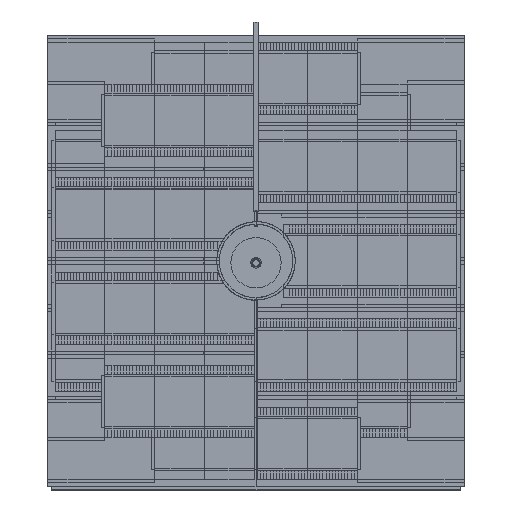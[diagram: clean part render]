
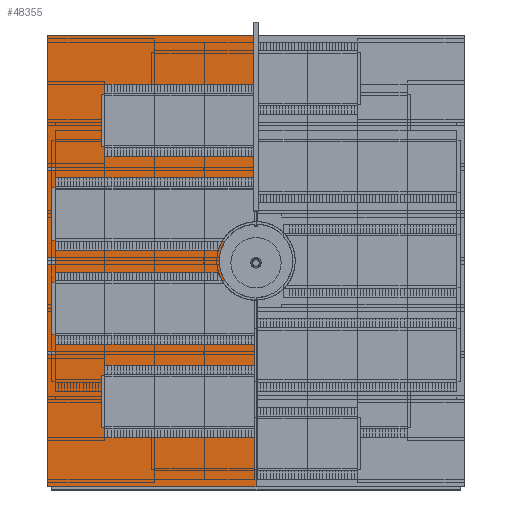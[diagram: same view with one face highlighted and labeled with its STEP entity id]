
A CAD part, top view. The second image highlights one B-rep face of the part: STEP entity #48355.
In plain terms, the highlighted face is planar.
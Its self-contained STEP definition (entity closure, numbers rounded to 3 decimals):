
#48067 = PLANE('',#48068);
#48068 = AXIS2_PLACEMENT_3D('',#48069,#48070,#48071);
#48069 = CARTESIAN_POINT('',(-835.,-1810.,-8.58));
#48070 = DIRECTION('',(1.,0.,0.));
#48071 = DIRECTION('',(0.,0.,1.));
#48092 = VERTEX_POINT('',#48093);
#48093 = CARTESIAN_POINT('',(-835.,-1810.,-8.58));
#48107 = PLANE('',#48108);
#48108 = AXIS2_PLACEMENT_3D('',#48109,#48110,#48111);
#48109 = CARTESIAN_POINT('',(-835.,-1810.,-8.58));
#48110 = DIRECTION('',(0.,1.,0.));
#48111 = DIRECTION('',(0.,0.,1.));
#48119 = EDGE_CURVE('',#48092,#48120,#48122,.T.);
#48120 = VERTEX_POINT('',#48121);
#48121 = CARTESIAN_POINT('',(-835.,-295.,-8.58));
#48122 = SURFACE_CURVE('',#48123,(#48127,#48134),.PCURVE_S1.);
#48123 = LINE('',#48124,#48125);
#48124 = CARTESIAN_POINT('',(-835.,-1810.,-8.58));
#48125 = VECTOR('',#48126,1.);
#48126 = DIRECTION('',(0.,1.,0.));
#48127 = PCURVE('',#48067,#48128);
#48128 = DEFINITIONAL_REPRESENTATION('',(#48129),#48133);
#48129 = LINE('',#48130,#48131);
#48130 = CARTESIAN_POINT('',(0.,0.));
#48131 = VECTOR('',#48132,1.);
#48132 = DIRECTION('',(0.,-1.));
#48133 = ( GEOMETRIC_REPRESENTATION_CONTEXT(2) 
PARAMETRIC_REPRESENTATION_CONTEXT() REPRESENTATION_CONTEXT('2D SPACE',''
  ) );
#48134 = PCURVE('',#48135,#48140);
#48135 = PLANE('',#48136);
#48136 = AXIS2_PLACEMENT_3D('',#48137,#48138,#48139);
#48137 = CARTESIAN_POINT('',(-835.,-1810.,-8.58));
#48138 = DIRECTION('',(0.,0.,1.));
#48139 = DIRECTION('',(1.,0.,0.));
#48140 = DEFINITIONAL_REPRESENTATION('',(#48141),#48145);
#48141 = LINE('',#48142,#48143);
#48142 = CARTESIAN_POINT('',(0.,0.));
#48143 = VECTOR('',#48144,1.);
#48144 = DIRECTION('',(0.,1.));
#48145 = ( GEOMETRIC_REPRESENTATION_CONTEXT(2) 
PARAMETRIC_REPRESENTATION_CONTEXT() REPRESENTATION_CONTEXT('2D SPACE',''
  ) );
#48161 = CYLINDRICAL_SURFACE('',#48162,295.);
#48162 = AXIS2_PLACEMENT_3D('',#48163,#48164,#48165);
#48163 = CARTESIAN_POINT('',(-835.,0.,-8.59));
#48164 = DIRECTION('',(0.,0.,1.));
#48165 = DIRECTION('',(0.,-1.,0.));
#48216 = PLANE('',#48217);
#48217 = AXIS2_PLACEMENT_3D('',#48218,#48219,#48220);
#48218 = CARTESIAN_POINT('',(835.,-1810.,-8.58));
#48219 = DIRECTION('',(1.,0.,0.));
#48220 = DIRECTION('',(0.,0.,1.));
#48244 = PLANE('',#48245);
#48245 = AXIS2_PLACEMENT_3D('',#48246,#48247,#48248);
#48246 = CARTESIAN_POINT('',(-835.,1810.,-8.58));
#48247 = DIRECTION('',(0.,1.,0.));
#48248 = DIRECTION('',(0.,0.,1.));
#48272 = PLANE('',#48273);
#48273 = AXIS2_PLACEMENT_3D('',#48274,#48275,#48276);
#48274 = CARTESIAN_POINT('',(-835.,-1810.,-8.58));
#48275 = DIRECTION('',(1.,0.,0.));
#48276 = DIRECTION('',(0.,0.,1.));
#48310 = VERTEX_POINT('',#48311);
#48311 = CARTESIAN_POINT('',(-835.,295.,-8.58));
#48334 = EDGE_CURVE('',#48120,#48310,#48335,.T.);
#48335 = SURFACE_CURVE('',#48336,(#48341,#48348),.PCURVE_S1.);
#48336 = CIRCLE('',#48337,295.);
#48337 = AXIS2_PLACEMENT_3D('',#48338,#48339,#48340);
#48338 = CARTESIAN_POINT('',(-835.,0.,-8.58));
#48339 = DIRECTION('',(0.,0.,1.));
#48340 = DIRECTION('',(0.,-1.,0.));
#48341 = PCURVE('',#48161,#48342);
#48342 = DEFINITIONAL_REPRESENTATION('',(#48343),#48347);
#48343 = LINE('',#48344,#48345);
#48344 = CARTESIAN_POINT('',(0.,0.01));
#48345 = VECTOR('',#48346,1.);
#48346 = DIRECTION('',(1.,0.));
#48347 = ( GEOMETRIC_REPRESENTATION_CONTEXT(2) 
PARAMETRIC_REPRESENTATION_CONTEXT() REPRESENTATION_CONTEXT('2D SPACE',''
  ) );
#48348 = PCURVE('',#48135,#48349);
#48349 = DEFINITIONAL_REPRESENTATION('',(#48350),#48354);
#48350 = CIRCLE('',#48351,295.);
#48351 = AXIS2_PLACEMENT_2D('',#48352,#48353);
#48352 = CARTESIAN_POINT('',(0.,1810.));
#48353 = DIRECTION('',(0.,-1.));
#48354 = ( GEOMETRIC_REPRESENTATION_CONTEXT(2) 
PARAMETRIC_REPRESENTATION_CONTEXT() REPRESENTATION_CONTEXT('2D SPACE',''
  ) );
#48355 = ADVANCED_FACE('',(#48356),#48135,.F.);
#48356 = FACE_BOUND('',#48357,.F.);
#48357 = EDGE_LOOP('',(#48358,#48359,#48382,#48405,#48428,#48449));
#48358 = ORIENTED_EDGE('',*,*,#48119,.F.);
#48359 = ORIENTED_EDGE('',*,*,#48360,.T.);
#48360 = EDGE_CURVE('',#48092,#48361,#48363,.T.);
#48361 = VERTEX_POINT('',#48362);
#48362 = CARTESIAN_POINT('',(835.,-1810.,-8.58));
#48363 = SURFACE_CURVE('',#48364,(#48368,#48375),.PCURVE_S1.);
#48364 = LINE('',#48365,#48366);
#48365 = CARTESIAN_POINT('',(-835.,-1810.,-8.58));
#48366 = VECTOR('',#48367,1.);
#48367 = DIRECTION('',(1.,0.,0.));
#48368 = PCURVE('',#48135,#48369);
#48369 = DEFINITIONAL_REPRESENTATION('',(#48370),#48374);
#48370 = LINE('',#48371,#48372);
#48371 = CARTESIAN_POINT('',(0.,0.));
#48372 = VECTOR('',#48373,1.);
#48373 = DIRECTION('',(1.,0.));
#48374 = ( GEOMETRIC_REPRESENTATION_CONTEXT(2) 
PARAMETRIC_REPRESENTATION_CONTEXT() REPRESENTATION_CONTEXT('2D SPACE',''
  ) );
#48375 = PCURVE('',#48107,#48376);
#48376 = DEFINITIONAL_REPRESENTATION('',(#48377),#48381);
#48377 = LINE('',#48378,#48379);
#48378 = CARTESIAN_POINT('',(0.,0.));
#48379 = VECTOR('',#48380,1.);
#48380 = DIRECTION('',(0.,1.));
#48381 = ( GEOMETRIC_REPRESENTATION_CONTEXT(2) 
PARAMETRIC_REPRESENTATION_CONTEXT() REPRESENTATION_CONTEXT('2D SPACE',''
  ) );
#48382 = ORIENTED_EDGE('',*,*,#48383,.T.);
#48383 = EDGE_CURVE('',#48361,#48384,#48386,.T.);
#48384 = VERTEX_POINT('',#48385);
#48385 = CARTESIAN_POINT('',(835.,1810.,-8.58));
#48386 = SURFACE_CURVE('',#48387,(#48391,#48398),.PCURVE_S1.);
#48387 = LINE('',#48388,#48389);
#48388 = CARTESIAN_POINT('',(835.,-1810.,-8.58));
#48389 = VECTOR('',#48390,1.);
#48390 = DIRECTION('',(0.,1.,0.));
#48391 = PCURVE('',#48135,#48392);
#48392 = DEFINITIONAL_REPRESENTATION('',(#48393),#48397);
#48393 = LINE('',#48394,#48395);
#48394 = CARTESIAN_POINT('',(1670.,0.));
#48395 = VECTOR('',#48396,1.);
#48396 = DIRECTION('',(0.,1.));
#48397 = ( GEOMETRIC_REPRESENTATION_CONTEXT(2) 
PARAMETRIC_REPRESENTATION_CONTEXT() REPRESENTATION_CONTEXT('2D SPACE',''
  ) );
#48398 = PCURVE('',#48216,#48399);
#48399 = DEFINITIONAL_REPRESENTATION('',(#48400),#48404);
#48400 = LINE('',#48401,#48402);
#48401 = CARTESIAN_POINT('',(0.,0.));
#48402 = VECTOR('',#48403,1.);
#48403 = DIRECTION('',(0.,-1.));
#48404 = ( GEOMETRIC_REPRESENTATION_CONTEXT(2) 
PARAMETRIC_REPRESENTATION_CONTEXT() REPRESENTATION_CONTEXT('2D SPACE',''
  ) );
#48405 = ORIENTED_EDGE('',*,*,#48406,.F.);
#48406 = EDGE_CURVE('',#48407,#48384,#48409,.T.);
#48407 = VERTEX_POINT('',#48408);
#48408 = CARTESIAN_POINT('',(-835.,1810.,-8.58));
#48409 = SURFACE_CURVE('',#48410,(#48414,#48421),.PCURVE_S1.);
#48410 = LINE('',#48411,#48412);
#48411 = CARTESIAN_POINT('',(-835.,1810.,-8.58));
#48412 = VECTOR('',#48413,1.);
#48413 = DIRECTION('',(1.,0.,0.));
#48414 = PCURVE('',#48135,#48415);
#48415 = DEFINITIONAL_REPRESENTATION('',(#48416),#48420);
#48416 = LINE('',#48417,#48418);
#48417 = CARTESIAN_POINT('',(0.,3620.));
#48418 = VECTOR('',#48419,1.);
#48419 = DIRECTION('',(1.,0.));
#48420 = ( GEOMETRIC_REPRESENTATION_CONTEXT(2) 
PARAMETRIC_REPRESENTATION_CONTEXT() REPRESENTATION_CONTEXT('2D SPACE',''
  ) );
#48421 = PCURVE('',#48244,#48422);
#48422 = DEFINITIONAL_REPRESENTATION('',(#48423),#48427);
#48423 = LINE('',#48424,#48425);
#48424 = CARTESIAN_POINT('',(0.,0.));
#48425 = VECTOR('',#48426,1.);
#48426 = DIRECTION('',(0.,1.));
#48427 = ( GEOMETRIC_REPRESENTATION_CONTEXT(2) 
PARAMETRIC_REPRESENTATION_CONTEXT() REPRESENTATION_CONTEXT('2D SPACE',''
  ) );
#48428 = ORIENTED_EDGE('',*,*,#48429,.F.);
#48429 = EDGE_CURVE('',#48310,#48407,#48430,.T.);
#48430 = SURFACE_CURVE('',#48431,(#48435,#48442),.PCURVE_S1.);
#48431 = LINE('',#48432,#48433);
#48432 = CARTESIAN_POINT('',(-835.,-1810.,-8.58));
#48433 = VECTOR('',#48434,1.);
#48434 = DIRECTION('',(0.,1.,0.));
#48435 = PCURVE('',#48135,#48436);
#48436 = DEFINITIONAL_REPRESENTATION('',(#48437),#48441);
#48437 = LINE('',#48438,#48439);
#48438 = CARTESIAN_POINT('',(0.,0.));
#48439 = VECTOR('',#48440,1.);
#48440 = DIRECTION('',(0.,1.));
#48441 = ( GEOMETRIC_REPRESENTATION_CONTEXT(2) 
PARAMETRIC_REPRESENTATION_CONTEXT() REPRESENTATION_CONTEXT('2D SPACE',''
  ) );
#48442 = PCURVE('',#48272,#48443);
#48443 = DEFINITIONAL_REPRESENTATION('',(#48444),#48448);
#48444 = LINE('',#48445,#48446);
#48445 = CARTESIAN_POINT('',(0.,0.));
#48446 = VECTOR('',#48447,1.);
#48447 = DIRECTION('',(0.,-1.));
#48448 = ( GEOMETRIC_REPRESENTATION_CONTEXT(2) 
PARAMETRIC_REPRESENTATION_CONTEXT() REPRESENTATION_CONTEXT('2D SPACE',''
  ) );
#48449 = ORIENTED_EDGE('',*,*,#48334,.F.);
